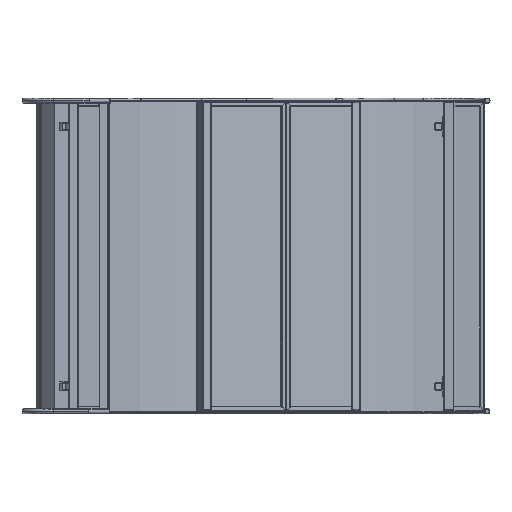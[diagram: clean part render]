
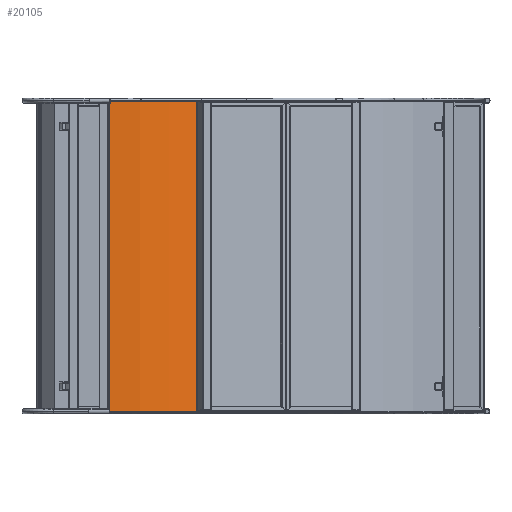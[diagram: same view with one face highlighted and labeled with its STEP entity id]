
A CAD part, front view. The second image highlights one B-rep face of the part: STEP entity #20105.
In plain terms, the highlighted cylindrical face has radius 863.6 mm (diameter 1727.2 mm), a partial arc.
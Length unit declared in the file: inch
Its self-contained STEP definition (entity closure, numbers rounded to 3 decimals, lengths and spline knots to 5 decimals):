
#646 = CARTESIAN_POINT ( 'NONE',  ( -30., 34., 12. ) ) ;
#743 = VECTOR ( 'NONE', #11480, 39.37008 ) ;
#779 = CYLINDRICAL_SURFACE ( 'NONE', #10144, 34. ) ;
#2015 = VERTEX_POINT ( 'NONE', #22356 ) ;
#2421 = ORIENTED_EDGE ( 'NONE', *, *, #4957, .F. ) ;
#3269 = EDGE_CURVE ( 'NONE', #5509, #12805, #4440, .T. ) ;
#4440 = LINE ( 'NONE', #15859, #29330 ) ;
#4957 = EDGE_CURVE ( 'NONE', #24321, #2015, #24631, .T. ) ;
#5316 = CARTESIAN_POINT ( 'NONE',  ( 30., 34., 12. ) ) ;
#5509 = VERTEX_POINT ( 'NONE', #29596 ) ;
#5600 = AXIS2_PLACEMENT_3D ( 'NONE', #646, #14035, #6989 ) ;
#6503 = DIRECTION ( 'NONE',  ( 0., 0., -1. ) ) ;
#6989 = DIRECTION ( 'NONE',  ( 0., 0., -1. ) ) ;
#8096 = CARTESIAN_POINT ( 'NONE',  ( -30., 0., 12.00136 ) ) ;
#8452 = CARTESIAN_POINT ( 'NONE',  ( 30., 34., 12. ) ) ;
#8513 = EDGE_CURVE ( 'NONE', #2015, #5509, #22340, .T. ) ;
#9851 = EDGE_CURVE ( 'NONE', #24321, #21280, #26451, .T. ) ;
#10144 = AXIS2_PLACEMENT_3D ( 'NONE', #5316, #13877, #18523 ) ;
#10672 = CARTESIAN_POINT ( 'NONE',  ( 30., 4.55514, 29. ) ) ;
#10897 = CARTESIAN_POINT ( 'NONE',  ( 30., 0., 12.00136 ) ) ;
#11138 = VECTOR ( 'NONE', #17979, 39.37008 ) ;
#11480 = DIRECTION ( 'NONE',  ( -1., 0., 0. ) ) ;
#11905 = FACE_OUTER_BOUND ( 'NONE', #17853, .T. ) ;
#12805 = VERTEX_POINT ( 'NONE', #18579 ) ;
#13372 = DIRECTION ( 'NONE',  ( -1., 0., 0. ) ) ;
#13488 = EDGE_CURVE ( 'NONE', #21280, #23134, #13763, .T. ) ;
#13602 = LINE ( 'NONE', #10897, #743 ) ;
#13763 = CIRCLE ( 'NONE', #5600, 34. ) ;
#13877 = DIRECTION ( 'NONE',  ( -1., 0., 0. ) ) ;
#14035 = DIRECTION ( 'NONE',  ( 1., 0., 0. ) ) ;
#14616 = EDGE_CURVE ( 'NONE', #12805, #23134, #13602, .T. ) ;
#15728 = CARTESIAN_POINT ( 'NONE',  ( 30., 0., 12.00136 ) ) ;
#15859 = CARTESIAN_POINT ( 'NONE',  ( 30., 0., 12.00136 ) ) ;
#17853 = EDGE_LOOP ( 'NONE', ( #21536, #23910, #26316, #18816, #2421, #22262 ) ) ;
#17979 = DIRECTION ( 'NONE',  ( -1., 0., 0. ) ) ;
#18101 = DIRECTION ( 'NONE',  ( -1., 0., 0. ) ) ;
#18523 = DIRECTION ( 'NONE',  ( 0., 0., 1. ) ) ;
#18579 = CARTESIAN_POINT ( 'NONE',  ( -29.8585, 0., 12.00136 ) ) ;
#18816 = ORIENTED_EDGE ( 'NONE', *, *, #8513, .F. ) ;
#20105 = ADVANCED_FACE ( 'NONE', ( #11905 ), #779, .T. ) ;
#20785 = CARTESIAN_POINT ( 'NONE',  ( -30., 4.55514, 29. ) ) ;
#21276 = AXIS2_PLACEMENT_3D ( 'NONE', #8452, #27064, #6503 ) ;
#21280 = VERTEX_POINT ( 'NONE', #20785 ) ;
#21536 = ORIENTED_EDGE ( 'NONE', *, *, #13488, .T. ) ;
#22262 = ORIENTED_EDGE ( 'NONE', *, *, #9851, .T. ) ;
#22340 = LINE ( 'NONE', #15728, #11138 ) ;
#22356 = CARTESIAN_POINT ( 'NONE',  ( 30., 0., 12.00136 ) ) ;
#23134 = VERTEX_POINT ( 'NONE', #8096 ) ;
#23910 = ORIENTED_EDGE ( 'NONE', *, *, #14616, .F. ) ;
#24309 = CARTESIAN_POINT ( 'NONE',  ( 30., 4.55514, 29. ) ) ;
#24321 = VERTEX_POINT ( 'NONE', #24309 ) ;
#24631 = CIRCLE ( 'NONE', #21276, 34. ) ;
#26316 = ORIENTED_EDGE ( 'NONE', *, *, #3269, .F. ) ;
#26451 = LINE ( 'NONE', #10672, #26538 ) ;
#26538 = VECTOR ( 'NONE', #13372, 39.37008 ) ;
#27064 = DIRECTION ( 'NONE',  ( 1., 0., 0. ) ) ;
#29330 = VECTOR ( 'NONE', #18101, 39.37008 ) ;
#29596 = CARTESIAN_POINT ( 'NONE',  ( 29.8585, 0., 12.00136 ) ) ;
